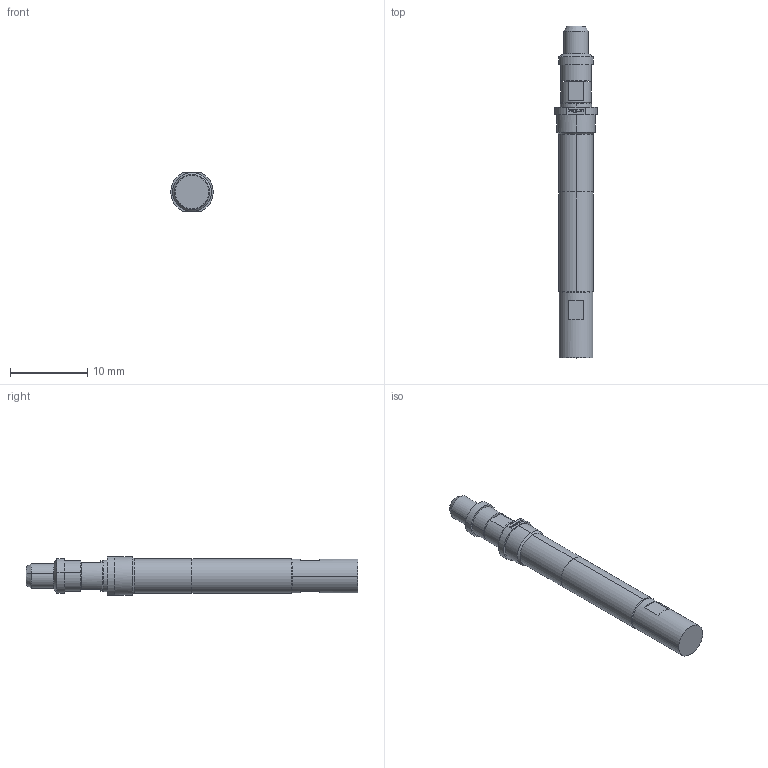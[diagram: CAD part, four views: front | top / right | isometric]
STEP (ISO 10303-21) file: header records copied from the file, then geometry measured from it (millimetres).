
FILE_DESCRIPTION (( 'STEP AP203' ), '1' );
FILE_NAME ('INGUN_HFS-860_308_090_A_xx42_X_M.STEP', '2022-03-15T10:09:37', ( 'ochi' ), ( '' ), 'SwSTEP 2.0', 'SolidWorks 2018', '' );
FILE_SCHEMA (( 'CONFIG_CONTROL_DESIGN' ));
Length unit declared in the file: millimetre
Products named in the file (1): INGUN_HFS-860_308_090_A_xx42_X_M
Bounding box: 5.48 x 43 x 5 mm (x, y, z)
Volume: 627.3 mm3; surface area: 673.5 mm2
Topology: 1 solids, 1 shells, 141 faces, 340 edges, 217 vertices
Faces by surface type: plane 73, cylinder 52, cone 16
Entity records: 4173 total; most frequent: DIRECTION 746, CARTESIAN_POINT 697, ORIENTED_EDGE 676, EDGE_CURVE 338, AXIS2_PLACEMENT_3D 266, VERTEX_POINT 217, LINE 214, VECTOR 214
